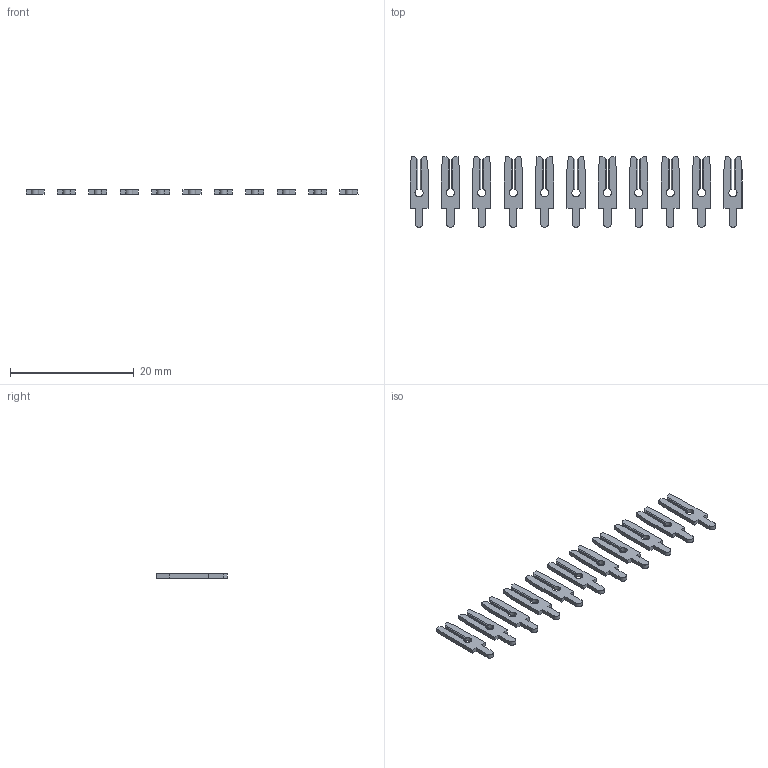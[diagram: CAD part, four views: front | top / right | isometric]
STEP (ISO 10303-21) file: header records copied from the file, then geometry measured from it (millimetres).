
FILE_DESCRIPTION (( 'STEP AP203' ), '1' );
FILE_NAME ('103-011-250-200.STEP', '2020-04-09T19:47:45', ( '' ), ( '' ), 'SwSTEP 2.0', 'SolidWorks 2016', '' );
FILE_SCHEMA (( 'CONFIG_CONTROL_DESIGN' ));
Length unit declared in the file: inch
Products named in the file (2): 103-011-250-200; 100-290-001_100-290-250
Assembly tree (11 placements, depth 2):
  103-011-250-200
    100-290-001_100-290-250  x11
Bounding box: 53.72 x 11.48 x 0.66 mm (x, y, z)
Volume: 171.7 mm3; surface area: 806.8 mm2
Topology: 11 solids, 11 shells, 264 faces, 726 edges, 484 vertices
Faces by surface type: plane 220, cylinder 44
Entity records: 1278 total; most frequent: CARTESIAN_POINT 160, DIRECTION 146, ORIENTED_EDGE 132, EDGE_CURVE 66, LINE 54, VECTOR 54, AXIS2_PLACEMENT_3D 46, VERTEX_POINT 44
